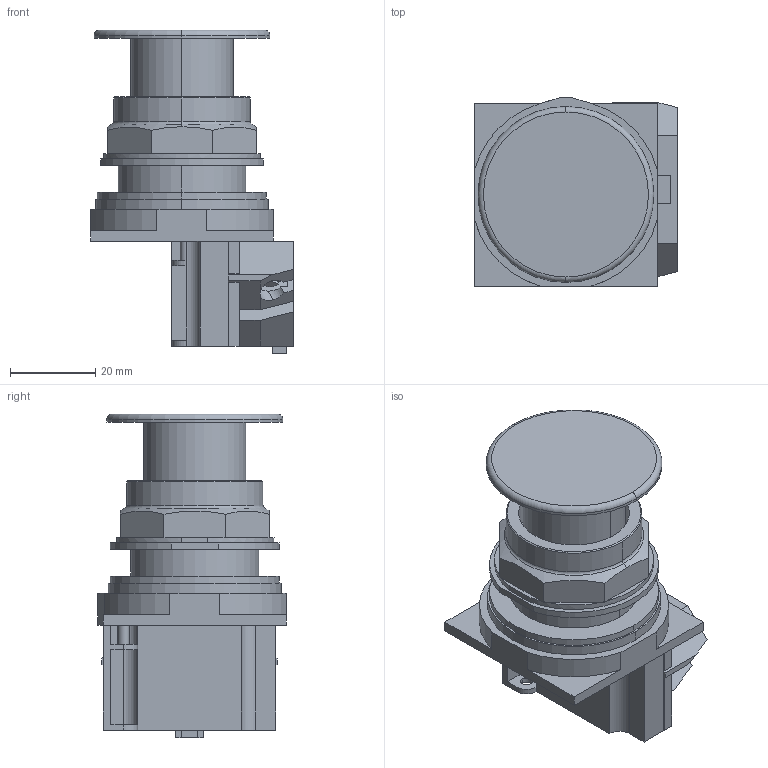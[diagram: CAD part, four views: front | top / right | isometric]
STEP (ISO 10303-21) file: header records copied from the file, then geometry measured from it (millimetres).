
FILE_DESCRIPTION (( 'STEP AP203' ), '1' );
FILE_NAME ('9235K2.STEP', '2018-05-22T14:14:05', ( '' ), ( '' ), 'SwSTEP 2.0', 'SolidWorks 2014', '' );
FILE_SCHEMA (( 'CONFIG_CONTROL_DESIGN' ));
Length unit declared in the file: inch
Products named in the file (1): 9235K2
Bounding box: 47.6 x 44.2 x 75.97 mm (x, y, z)
Volume: 62673.4 mm3; surface area: 22495.7 mm2
Topology: 3 solids, 4 shells, 278 faces, 748 edges, 485 vertices
Faces by surface type: plane 194, cylinder 70, cone 10, torus 4
Entity records: 8823 total; most frequent: CARTESIAN_POINT 1634, ORIENTED_EDGE 1496, DIRECTION 1460, EDGE_CURVE 748, VECTOR 550, LINE 550, VERTEX_POINT 485, AXIS2_PLACEMENT_3D 455
